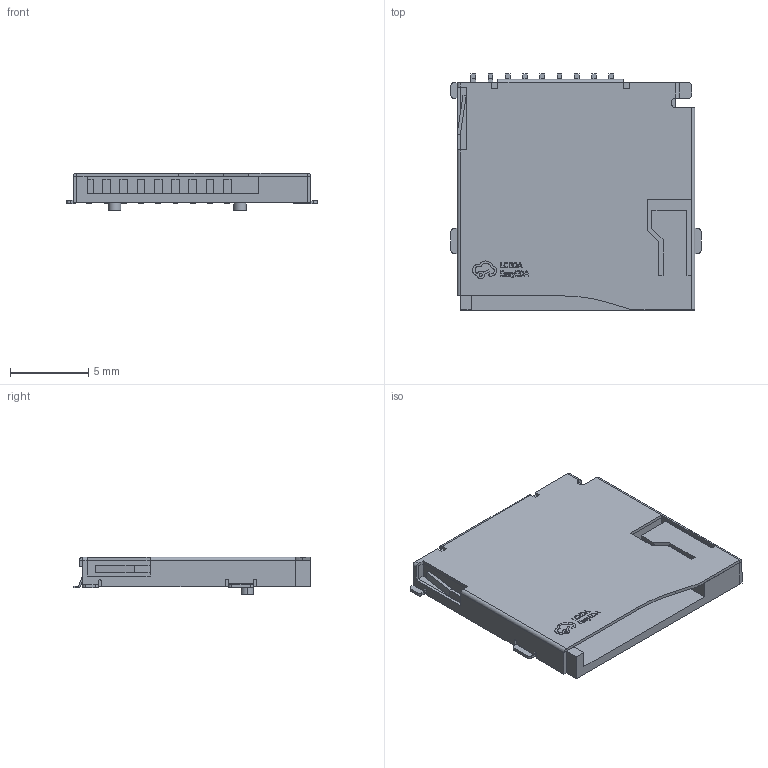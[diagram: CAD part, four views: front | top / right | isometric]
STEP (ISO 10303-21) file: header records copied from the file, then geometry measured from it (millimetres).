
FILE_DESCRIPTION (( 'STEP AP214' ), '1' );
FILE_NAME ('TF-SMD_HYC77-TF09-200.step', '2022-07-29T08:25:49', ( '' ), ( '' ), 'SwSTEP 2.0', 'SolidWorks 2020', '' );
FILE_SCHEMA (( 'AUTOMOTIVE_DESIGN' ));
Length unit declared in the file: millimetre
Products named in the file (1): TF-SMD_HYC77-TF09-200
Bounding box: 15.95 x 15.05 x 2.4 mm (x, y, z)
Volume: 261.5 mm3; surface area: 1236.7 mm2
Topology: 21 solids, 21 shells, 781 faces, 2118 edges, 1390 vertices
Faces by surface type: plane 547, cylinder 134, bspline 100
Entity records: 34838 total; most frequent: CARTESIAN_POINT 6773, ORIENTED_EDGE 4234, DIRECTION 3549, EDGE_CURVE 2117, LINE 1643, VECTOR 1643, VERTEX_POINT 1388, AXIS2_PLACEMENT_3D 953
